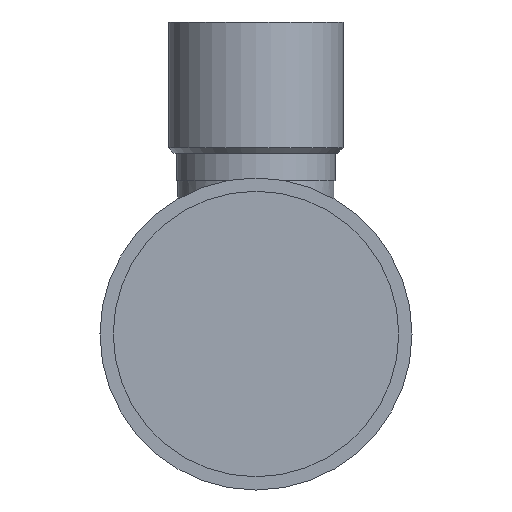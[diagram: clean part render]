
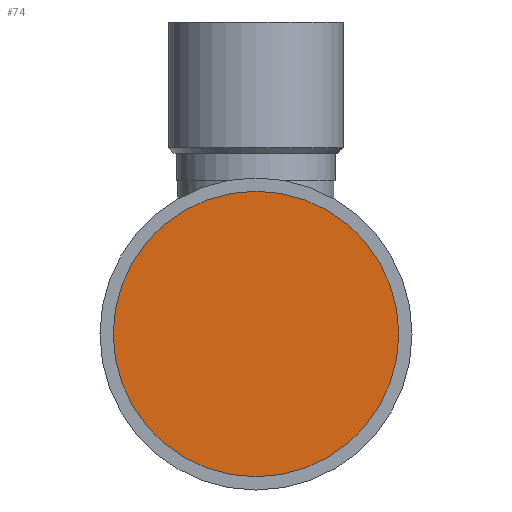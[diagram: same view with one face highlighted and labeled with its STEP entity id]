
A CAD part, front view. The second image highlights one B-rep face of the part: STEP entity #74.
In plain terms, the highlighted planar face has unit normal (0, -1, 0).
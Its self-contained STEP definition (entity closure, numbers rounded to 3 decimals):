
#74 = ADVANCED_FACE( '', ( #161 ), #162, .F. );
#161 = FACE_OUTER_BOUND( '', #246, .T. );
#162 = PLANE( '', #247 );
#246 = EDGE_LOOP( '', ( #355 ) );
#247 = AXIS2_PLACEMENT_3D( '', #356, #357, #358 );
#355 = ORIENTED_EDGE( '', *, *, #408, .F. );
#356 = CARTESIAN_POINT( '', ( 0., 33.7, 0. ) );
#357 = DIRECTION( '', ( 0., 1., 0. ) );
#358 = DIRECTION( '', ( 0., 0., 1. ) );
#408 = EDGE_CURVE( '', #462, #462, #463, .T. );
#462 = VERTEX_POINT( '', #621 );
#463 = CIRCLE( '', #622, 27. );
#621 = CARTESIAN_POINT( '', ( 27., 33.7, 0. ) );
#622 = AXIS2_PLACEMENT_3D( '', #680, #681, #682 );
#680 = CARTESIAN_POINT( '', ( 0., 33.7, 0. ) );
#681 = DIRECTION( '', ( 0., 1., 0. ) );
#682 = DIRECTION( '', ( 1., 0., 0. ) );
